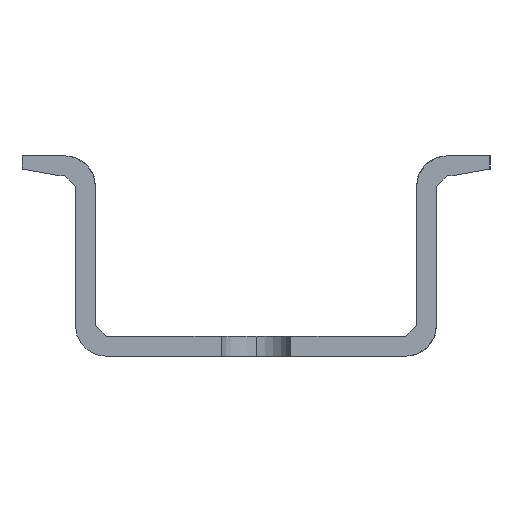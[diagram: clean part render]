
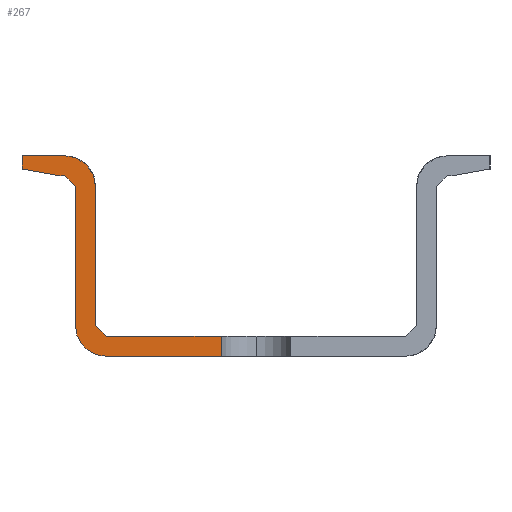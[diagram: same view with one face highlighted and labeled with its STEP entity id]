
A CAD part, left-side view. The second image highlights one B-rep face of the part: STEP entity #267.
In plain terms, the highlighted planar face has unit normal (-1, 0, 0).
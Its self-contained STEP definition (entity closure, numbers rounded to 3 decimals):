
#149=AXIS2_PLACEMENT_3D('Circle Axis2P3D',#147,#148,$) ;
#162=AXIS2_PLACEMENT_3D('Plane Axis2P3D',#159,#160,#161) ;
#128=CARTESIAN_POINT('Vertex',(0.,31.,2.3)) ;
#144=CARTESIAN_POINT('Vertex',(0.,28.7,0.)) ;
#147=CARTESIAN_POINT('Axis2P3D Location',(0.,28.7,2.3)) ;
#159=CARTESIAN_POINT('Axis2P3D Location',(0.,3.2,12.7)) ;
#164=CARTESIAN_POINT('Line Origine',(0.,17.5,1.5)) ;
#168=CARTESIAN_POINT('Vertex',(0.,20.1,1.5)) ;
#170=CARTESIAN_POINT('Vertex',(0.,28.7,1.5)) ;
#174=CARTESIAN_POINT('Control Point',(0.,28.7,1.5)) ;
#175=CARTESIAN_POINT('Control Point',(0.,29.014,1.5)) ;
#176=CARTESIAN_POINT('Control Point',(0.,29.332,1.668)) ;
#177=CARTESIAN_POINT('Control Point',(0.,29.5,1.986)) ;
#178=CARTESIAN_POINT('Control Point',(0.,29.5,2.3)) ;
#179=CARTESIAN_POINT('Vertex',(0.,29.5,2.3)) ;
#182=CARTESIAN_POINT('Line Origine',(0.,29.5,7.5)) ;
#186=CARTESIAN_POINT('Vertex',(0.,29.5,12.7)) ;
#190=CARTESIAN_POINT('Control Point',(0.,31.8,15.)) ;
#191=CARTESIAN_POINT('Control Point',(0.,31.077,15.)) ;
#192=CARTESIAN_POINT('Control Point',(0.,30.354,14.717)) ;
#193=CARTESIAN_POINT('Control Point',(0.,29.783,14.146)) ;
#194=CARTESIAN_POINT('Control Point',(0.,29.5,13.423)) ;
#195=CARTESIAN_POINT('Control Point',(0.,29.5,12.7)) ;
#196=CARTESIAN_POINT('Vertex',(0.,31.8,15.)) ;
#199=CARTESIAN_POINT('Line Origine',(0.,17.5,15.)) ;
#203=CARTESIAN_POINT('Vertex',(0.,35.,15.)) ;
#206=CARTESIAN_POINT('Line Origine',(0.,35.,7.5)) ;
#210=CARTESIAN_POINT('Vertex',(0.,35.,14.)) ;
#214=CARTESIAN_POINT('Control Point',(0.,35.,14.)) ;
#215=CARTESIAN_POINT('Control Point',(0.,32.164,13.5)) ;
#216=CARTESIAN_POINT('Vertex',(0.,32.164,13.5)) ;
#219=CARTESIAN_POINT('Line Origine',(0.,17.5,13.5)) ;
#223=CARTESIAN_POINT('Vertex',(0.,31.8,13.5)) ;
#227=CARTESIAN_POINT('Control Point',(0.,31.8,13.5)) ;
#228=CARTESIAN_POINT('Control Point',(0.,31.486,13.5)) ;
#229=CARTESIAN_POINT('Control Point',(0.,31.168,13.332)) ;
#230=CARTESIAN_POINT('Control Point',(0.,31.,13.014)) ;
#231=CARTESIAN_POINT('Control Point',(0.,31.,12.7)) ;
#232=CARTESIAN_POINT('Vertex',(0.,31.,12.7)) ;
#235=CARTESIAN_POINT('Line Origine',(0.,31.,7.5)) ;
#240=CARTESIAN_POINT('Line Origine',(0.,17.5,0.)) ;
#244=CARTESIAN_POINT('Vertex',(0.,20.1,0.)) ;
#247=CARTESIAN_POINT('Line Origine',(0.,20.1,7.5)) ;
#148=DIRECTION('Axis2P3D Direction',(1.,0.,0.)) ;
#160=DIRECTION('Axis2P3D Direction',(1.,-0.,0.)) ;
#161=DIRECTION('Axis2P3D XDirection',(0.,0.,-1.)) ;
#165=DIRECTION('Vector Direction',(0.,1.,0.)) ;
#183=DIRECTION('Vector Direction',(0.,0.,-1.)) ;
#200=DIRECTION('Vector Direction',(0.,1.,0.)) ;
#207=DIRECTION('Vector Direction',(0.,0.,-1.)) ;
#220=DIRECTION('Vector Direction',(0.,1.,0.)) ;
#236=DIRECTION('Vector Direction',(0.,0.,-1.)) ;
#241=DIRECTION('Vector Direction',(0.,1.,0.)) ;
#248=DIRECTION('Vector Direction',(0.,0.,-1.)) ;
#166=VECTOR('Line Direction',#165,1.) ;
#184=VECTOR('Line Direction',#183,1.) ;
#201=VECTOR('Line Direction',#200,1.) ;
#208=VECTOR('Line Direction',#207,1.) ;
#221=VECTOR('Line Direction',#220,1.) ;
#237=VECTOR('Line Direction',#236,1.) ;
#242=VECTOR('Line Direction',#241,1.) ;
#249=VECTOR('Line Direction',#248,1.) ;
#253=ORIENTED_EDGE('',*,*,#172,.T.) ;
#254=ORIENTED_EDGE('',*,*,#181,.T.) ;
#255=ORIENTED_EDGE('',*,*,#188,.T.) ;
#256=ORIENTED_EDGE('',*,*,#198,.F.) ;
#257=ORIENTED_EDGE('',*,*,#205,.T.) ;
#258=ORIENTED_EDGE('',*,*,#212,.T.) ;
#259=ORIENTED_EDGE('',*,*,#218,.T.) ;
#260=ORIENTED_EDGE('',*,*,#225,.T.) ;
#261=ORIENTED_EDGE('',*,*,#234,.T.) ;
#262=ORIENTED_EDGE('',*,*,#239,.T.) ;
#263=ORIENTED_EDGE('',*,*,#151,.F.) ;
#264=ORIENTED_EDGE('',*,*,#246,.F.) ;
#265=ORIENTED_EDGE('',*,*,#251,.F.) ;
#267=ADVANCED_FACE('V1',(#266),#163,.F.) ;
#173=B_SPLINE_CURVE_WITH_KNOTS('',4,(#174,#175,#176,#177,#178),.UNSPECIFIED.,.F.,.U.,(5,5),(0.,1.257),.UNSPECIFIED.) ;
#189=B_SPLINE_CURVE_WITH_KNOTS('',5,(#190,#191,#192,#193,#194,#195),.UNSPECIFIED.,.F.,.U.,(6,6),(7.226,10.838),.UNSPECIFIED.) ;
#213=B_SPLINE_CURVE_WITH_KNOTS('',1,(#214,#215),.UNSPECIFIED.,.F.,.U.,(2,2),(-1.44,1.44),.UNSPECIFIED.) ;
#226=B_SPLINE_CURVE_WITH_KNOTS('',4,(#227,#228,#229,#230,#231),.UNSPECIFIED.,.F.,.U.,(5,5),(2.513,3.77),.UNSPECIFIED.) ;
#150=CIRCLE('generated circle',#149,2.3) ;
#151=EDGE_CURVE('',#145,#129,#150,.T.) ;
#172=EDGE_CURVE('',#169,#171,#167,.T.) ;
#181=EDGE_CURVE('',#171,#180,#173,.T.) ;
#188=EDGE_CURVE('',#180,#187,#185,.F.) ;
#198=EDGE_CURVE('',#197,#187,#189,.T.) ;
#205=EDGE_CURVE('',#197,#204,#202,.T.) ;
#212=EDGE_CURVE('',#204,#211,#209,.T.) ;
#218=EDGE_CURVE('',#211,#217,#213,.T.) ;
#225=EDGE_CURVE('',#217,#224,#222,.F.) ;
#234=EDGE_CURVE('',#224,#233,#226,.T.) ;
#239=EDGE_CURVE('',#233,#129,#238,.T.) ;
#246=EDGE_CURVE('',#245,#145,#243,.T.) ;
#251=EDGE_CURVE('',#169,#245,#250,.T.) ;
#252=EDGE_LOOP('',(#253,#254,#255,#256,#257,#258,#259,#260,#261,#262,#263,#264,#265)) ;
#266=FACE_OUTER_BOUND('',#252,.T.) ;
#167=LINE('Line',#164,#166) ;
#185=LINE('Line',#182,#184) ;
#202=LINE('Line',#199,#201) ;
#209=LINE('Line',#206,#208) ;
#222=LINE('Line',#219,#221) ;
#238=LINE('Line',#235,#237) ;
#243=LINE('Line',#240,#242) ;
#250=LINE('Line',#247,#249) ;
#163=PLANE('',#162) ;
#129=VERTEX_POINT('',#128) ;
#145=VERTEX_POINT('',#144) ;
#169=VERTEX_POINT('',#168) ;
#171=VERTEX_POINT('',#170) ;
#180=VERTEX_POINT('',#179) ;
#187=VERTEX_POINT('',#186) ;
#197=VERTEX_POINT('',#196) ;
#204=VERTEX_POINT('',#203) ;
#211=VERTEX_POINT('',#210) ;
#217=VERTEX_POINT('',#216) ;
#224=VERTEX_POINT('',#223) ;
#233=VERTEX_POINT('',#232) ;
#245=VERTEX_POINT('',#244) ;
